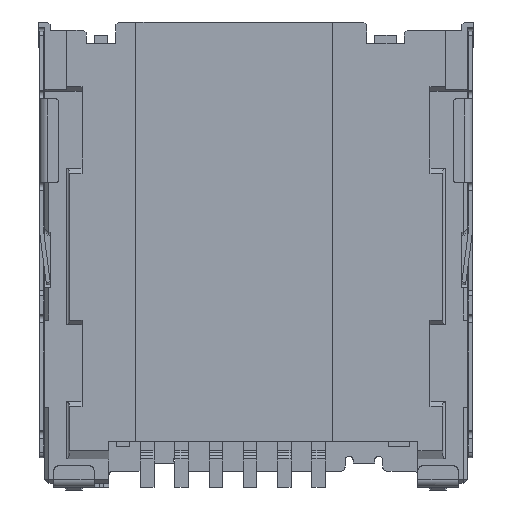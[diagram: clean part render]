
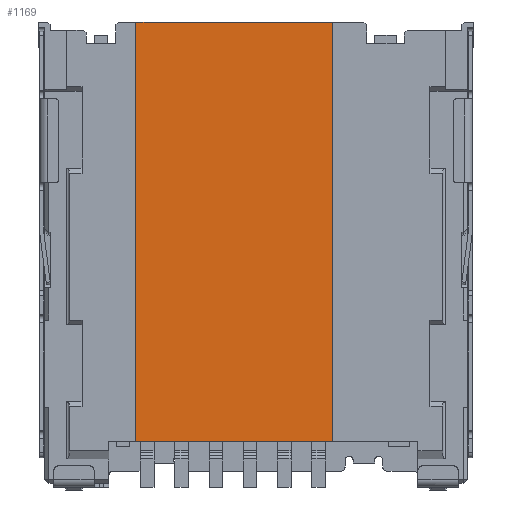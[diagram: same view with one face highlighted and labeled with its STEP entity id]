
A CAD part, front view. The second image highlights one B-rep face of the part: STEP entity #1169.
In plain terms, the highlighted planar face has unit normal (0, -1, 0).
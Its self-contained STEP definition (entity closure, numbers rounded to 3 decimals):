
#16 = EDGE_CURVE ( 'NONE', #22, #18950, #6314, .T. ) ;
#22 = VERTEX_POINT ( 'NONE', #6254 ) ;
#1080 = ORIENTED_EDGE ( 'NONE', *, *, #18774, .T. ) ;
#1083 = ORIENTED_EDGE ( 'NONE', *, *, #1117, .T. ) ;
#1117 = EDGE_CURVE ( 'NONE', #1160, #22, #8373, .T. ) ;
#1118 = ORIENTED_EDGE ( 'NONE', *, *, #1135, .T. ) ;
#1135 = EDGE_CURVE ( 'NONE', #18743, #1160, #8613, .T. ) ;
#1160 = VERTEX_POINT ( 'NONE', #8604 ) ;
#1169 = ADVANCED_FACE ( 'NONE', ( #8529 ), #8509, .T. ) ;
#1170 = EDGE_LOOP ( 'NONE', ( #1080, #1118, #1083, #1265 ) ) ;
#1265 = ORIENTED_EDGE ( 'NONE', *, *, #16, .T. ) ;
#6254 = CARTESIAN_POINT ( 'NONE',  ( -4.975, 0.03, -14.6 ) ) ;
#6311 = DIRECTION ( 'NONE',  ( 0., 0., 1. ) ) ;
#6312 = VECTOR ( 'NONE', #6311, 1000. ) ;
#6313 = CARTESIAN_POINT ( 'NONE',  ( -4.975, 0.03, -6.825 ) ) ;
#6314 = LINE ( 'NONE', #6313, #6312 ) ;
#8370 = DIRECTION ( 'NONE',  ( 1., 0., 0. ) ) ;
#8371 = VECTOR ( 'NONE', #8370, 1000. ) ;
#8372 = CARTESIAN_POINT ( 'NONE',  ( -7.55, 0.03, -14.6 ) ) ;
#8373 = LINE ( 'NONE', #8372, #8371 ) ;
#8499 = DIRECTION ( 'NONE',  ( 1., 0., 0. ) ) ;
#8500 = DIRECTION ( 'NONE',  ( 0., -1., 0. ) ) ;
#8501 = CARTESIAN_POINT ( 'NONE',  ( -12.275, 0.03, -14.6 ) ) ;
#8509 = PLANE ( 'NONE',  #8519 ) ;
#8519 = AXIS2_PLACEMENT_3D ( 'NONE', #8501, #8500, #8499 ) ;
#8529 = FACE_OUTER_BOUND ( 'NONE', #1170, .T. ) ;
#8604 = CARTESIAN_POINT ( 'NONE',  ( -12.275, 0.03, -14.6 ) ) ;
#8610 = DIRECTION ( 'NONE',  ( 0., 0., -1. ) ) ;
#8611 = VECTOR ( 'NONE', #8610, 1000. ) ;
#8612 = CARTESIAN_POINT ( 'NONE',  ( -12.275, 0.03, -6.825 ) ) ;
#8613 = LINE ( 'NONE', #8612, #8611 ) ;
#17953 = DIRECTION ( 'NONE',  ( -1., 0., 0. ) ) ;
#17954 = VECTOR ( 'NONE', #17953, 1000. ) ;
#17955 = CARTESIAN_POINT ( 'NONE',  ( -8.625, 0.03, 0.95 ) ) ;
#17956 = LINE ( 'NONE', #17955, #17954 ) ;
#18017 = CARTESIAN_POINT ( 'NONE',  ( -12.275, 0.03, 0.95 ) ) ;
#18297 = CARTESIAN_POINT ( 'NONE',  ( -4.975, 0.03, 0.95 ) ) ;
#18743 = VERTEX_POINT ( 'NONE', #18017 ) ;
#18774 = EDGE_CURVE ( 'NONE', #18950, #18743, #17956, .T. ) ;
#18950 = VERTEX_POINT ( 'NONE', #18297 ) ;
